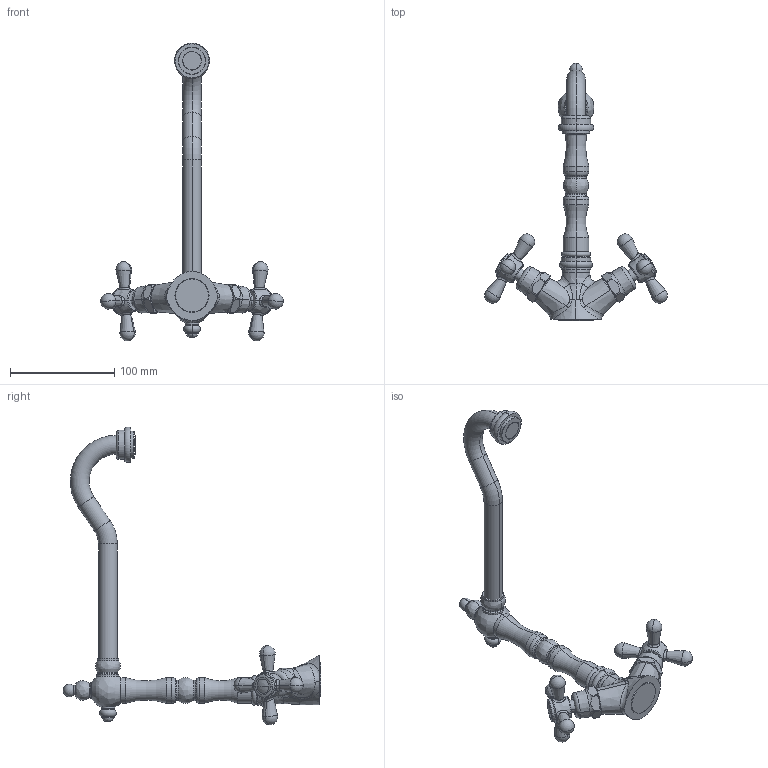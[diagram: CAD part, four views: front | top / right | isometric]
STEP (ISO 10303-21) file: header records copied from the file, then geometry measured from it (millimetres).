
FILE_DESCRIPTION((''),'2;1');
FILE_NAME('400097','2020-09-03T10:09:15',('gdevito'),('Armando Vicario'),'CREO PARAMETRIC BY PTC INC, 2019344','CREO PARAMETRIC BY PTC INC, 2019344','');
FILE_SCHEMA(('CONFIG_CONTROL_DESIGN'));
Length unit declared in the file: millimetre
Products named in the file (1): 400097
Bounding box: 174.95 x 246.67 x 285.08 mm (x, y, z)
Surface area: 66613.3 mm2 (no closed solid volume)
Topology: 0 solids, 23 shells, 295 faces, 766 edges, 470 vertices
Faces by surface type: bspline 78, cylinder 58, torus 56, cone 46, plane 35, sphere 22
Entity records: 15451 total; most frequent: CARTESIAN_POINT 8727, DIRECTION 1427, ORIENTED_EDGE 1360, EDGE_CURVE 744, AXIS2_PLACEMENT_3D 631, VERTEX_POINT 470, CIRCLE 414, EDGE_LOOP 295
